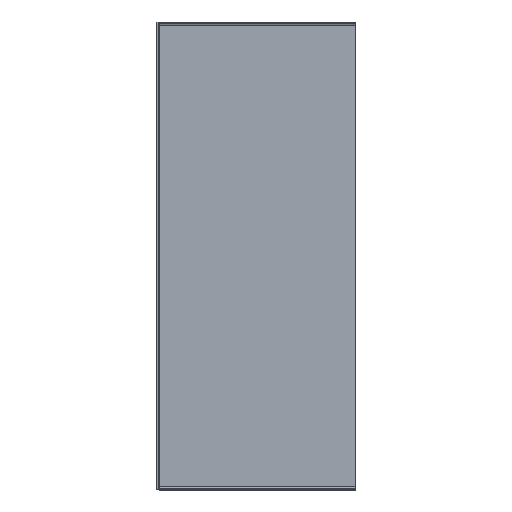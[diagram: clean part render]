
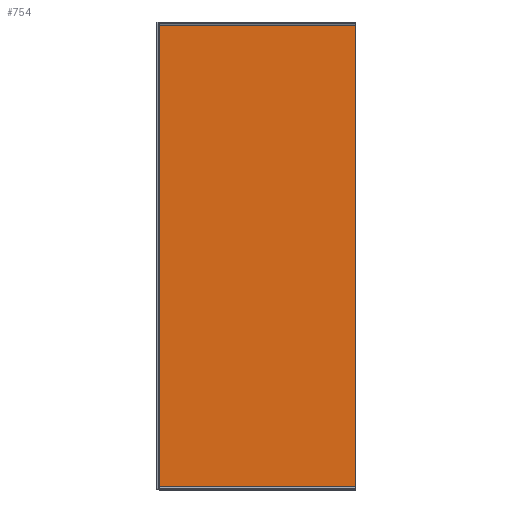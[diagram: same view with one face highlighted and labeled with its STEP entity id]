
A CAD part, top view. The second image highlights one B-rep face of the part: STEP entity #754.
In plain terms, the highlighted planar face has unit normal (0, 0, 1).
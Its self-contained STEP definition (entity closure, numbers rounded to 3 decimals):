
#22 = DIRECTION ( 'NONE',  ( 0., 1., 0. ) ) ;
#76 = EDGE_CURVE ( 'NONE', #156, #585, #248, .T. ) ;
#107 = CARTESIAN_POINT ( 'NONE',  ( 45.8, -106.2, 0.8 ) ) ;
#130 = LINE ( 'NONE', #553, #165 ) ;
#139 = DIRECTION ( 'NONE',  ( 1., 0., 0. ) ) ;
#156 = VERTEX_POINT ( 'NONE', #612 ) ;
#165 = VECTOR ( 'NONE', #22, 1000. ) ;
#178 = AXIS2_PLACEMENT_3D ( 'NONE', #1092, #667, #139 ) ;
#212 = EDGE_CURVE ( 'NONE', #328, #156, #979, .T. ) ;
#213 = VECTOR ( 'NONE', #852, 1000. ) ;
#219 = ORIENTED_EDGE ( 'NONE', *, *, #76, .T. ) ;
#231 = PLANE ( 'NONE',  #178 ) ;
#248 = LINE ( 'NONE', #953, #582 ) ;
#267 = CARTESIAN_POINT ( 'NONE',  ( 45.8, 106.2, 0.8 ) ) ;
#328 = VERTEX_POINT ( 'NONE', #267 ) ;
#332 = CARTESIAN_POINT ( 'NONE',  ( 1121.8, -106.2, 0.8 ) ) ;
#416 = CARTESIAN_POINT ( 'NONE',  ( 1121.8, 106.2, 0.8 ) ) ;
#435 = ORIENTED_EDGE ( 'NONE', *, *, #1108, .T. ) ;
#443 = LINE ( 'NONE', #332, #213 ) ;
#467 = VERTEX_POINT ( 'NONE', #107 ) ;
#553 = CARTESIAN_POINT ( 'NONE',  ( 45.8, 107.6, 0.8 ) ) ;
#582 = VECTOR ( 'NONE', #1059, 1000. ) ;
#585 = VERTEX_POINT ( 'NONE', #952 ) ;
#597 = ORIENTED_EDGE ( 'NONE', *, *, #212, .T. ) ;
#612 = CARTESIAN_POINT ( 'NONE',  ( -44.4, 106.2, 0.8 ) ) ;
#667 = DIRECTION ( 'NONE',  ( 0., 0., 1. ) ) ;
#669 = FACE_OUTER_BOUND ( 'NONE', #809, .T. ) ;
#754 = ADVANCED_FACE ( 'NONE', ( #669 ), #231, .T. ) ;
#786 = ORIENTED_EDGE ( 'NONE', *, *, #814, .F. ) ;
#809 = EDGE_LOOP ( 'NONE', ( #219, #786, #435, #597 ) ) ;
#814 = EDGE_CURVE ( 'NONE', #467, #585, #443, .T. ) ;
#852 = DIRECTION ( 'NONE',  ( -1., 0., 0. ) ) ;
#952 = CARTESIAN_POINT ( 'NONE',  ( -44.4, -106.2, 0.8 ) ) ;
#953 = CARTESIAN_POINT ( 'NONE',  ( -44.4, 107.6, 0.8 ) ) ;
#979 = LINE ( 'NONE', #416, #1089 ) ;
#1003 = DIRECTION ( 'NONE',  ( -1., 0., 0. ) ) ;
#1059 = DIRECTION ( 'NONE',  ( 0., -1., 0. ) ) ;
#1089 = VECTOR ( 'NONE', #1003, 1000. ) ;
#1092 = CARTESIAN_POINT ( 'NONE',  ( -45.8, -107.6, 0.8 ) ) ;
#1108 = EDGE_CURVE ( 'NONE', #467, #328, #130, .T. ) ;
